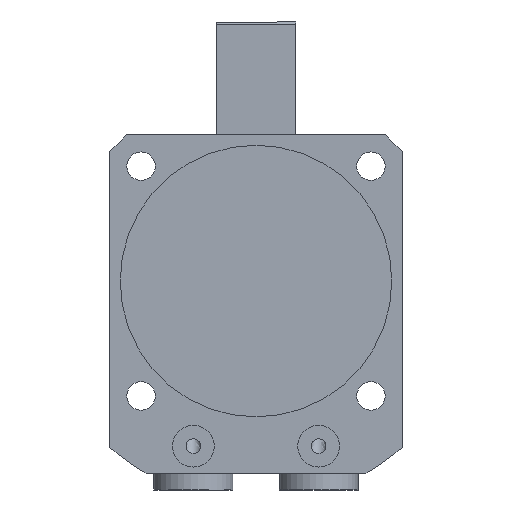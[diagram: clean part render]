
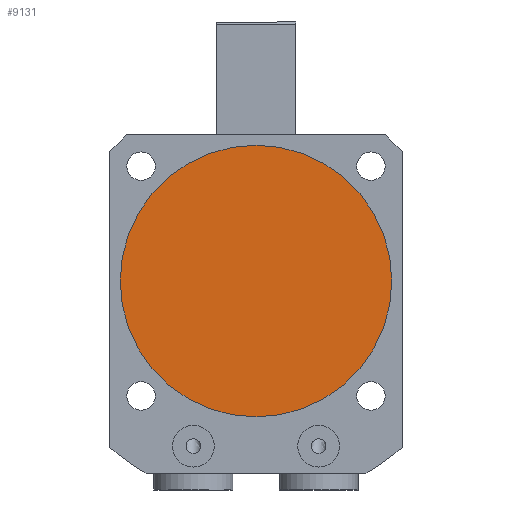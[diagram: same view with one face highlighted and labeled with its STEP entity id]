
A CAD part, front view. The second image highlights one B-rep face of the part: STEP entity #9131.
In plain terms, the highlighted planar face has unit normal (0, -1, 0).
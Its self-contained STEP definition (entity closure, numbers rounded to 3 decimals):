
#1807 = EDGE_CURVE ( 'NONE', #5092, #4481, #5734, .T. ) ;
#2083 = DIRECTION ( 'NONE',  ( 0., 0., -1. ) ) ;
#2099 = DIRECTION ( 'NONE',  ( 0., -1., 0. ) ) ;
#2333 = AXIS2_PLACEMENT_3D ( 'NONE', #8352, #2099, #2083 ) ;
#2446 = CARTESIAN_POINT ( 'NONE',  ( 0., 0., 32.5 ) ) ;
#3131 = AXIS2_PLACEMENT_3D ( 'NONE', #7026, #7009, #7001 ) ;
#4249 = ORIENTED_EDGE ( 'NONE', *, *, #6706, .T. ) ;
#4481 = VERTEX_POINT ( 'NONE', #5971 ) ;
#4944 = DIRECTION ( 'NONE',  ( 0., 0., -1. ) ) ;
#4998 = CARTESIAN_POINT ( 'NONE',  ( 0., 0., 0. ) ) ;
#5007 = DIRECTION ( 'NONE',  ( 0., -1., 0. ) ) ;
#5092 = VERTEX_POINT ( 'NONE', #2446 ) ;
#5593 = AXIS2_PLACEMENT_3D ( 'NONE', #4998, #5007, #4944 ) ;
#5734 = CIRCLE ( 'NONE', #5593, 32.5 ) ;
#5971 = CARTESIAN_POINT ( 'NONE',  ( 0., 0., -32.5 ) ) ;
#6646 = FACE_OUTER_BOUND ( 'NONE', #7887, .T. ) ;
#6706 = EDGE_CURVE ( 'NONE', #4481, #5092, #9128, .T. ) ;
#7001 = DIRECTION ( 'NONE',  ( 0., 0., -1. ) ) ;
#7009 = DIRECTION ( 'NONE',  ( 0., -1., 0. ) ) ;
#7026 = CARTESIAN_POINT ( 'NONE',  ( 0., 0., 0. ) ) ;
#7887 = EDGE_LOOP ( 'NONE', ( #4249, #8738 ) ) ;
#8313 = PLANE ( 'NONE',  #2333 ) ;
#8352 = CARTESIAN_POINT ( 'NONE',  ( 27., 0., 0. ) ) ;
#8738 = ORIENTED_EDGE ( 'NONE', *, *, #1807, .T. ) ;
#9128 = CIRCLE ( 'NONE', #3131, 32.5 ) ;
#9131 = ADVANCED_FACE ( 'NONE', ( #6646 ), #8313, .T. ) ;
